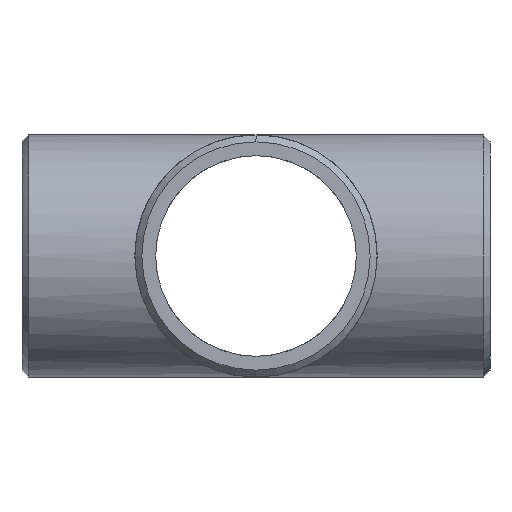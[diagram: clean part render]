
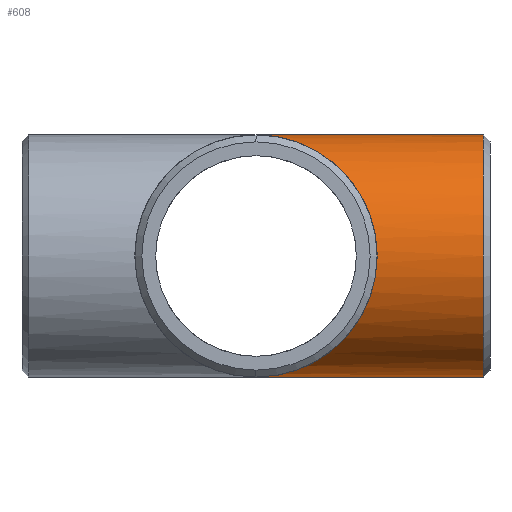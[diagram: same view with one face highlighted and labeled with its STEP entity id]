
A CAD part, left-side view. The second image highlights one B-rep face of the part: STEP entity #608.
In plain terms, the highlighted cylindrical face has radius 44.5 mm (diameter 89 mm), a partial arc.
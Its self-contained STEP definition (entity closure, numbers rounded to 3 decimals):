
#1 = CIRCLE ( 'NONE', #475, 44.5 ) ;
#19 = AXIS2_PLACEMENT_3D ( 'NONE', #519, #212, #24 ) ;
#24 = DIRECTION ( 'NONE',  ( 0., 0., -1. ) ) ;
#26 = CARTESIAN_POINT ( 'NONE',  ( 0., 0., -44.5 ) ) ;
#33 = CARTESIAN_POINT ( 'NONE',  ( 0., -86., -44.5 ) ) ;
#40 = VERTEX_POINT ( 'NONE', #186 ) ;
#63 =( BOUNDED_CURVE ( )  B_SPLINE_CURVE ( 3, ( #198, #73, #445, #330 ),
 .UNSPECIFIED., .F., .T. ) 
 B_SPLINE_CURVE_WITH_KNOTS ( ( 4, 4 ),
 ( 4.712, 7.854 ),
 .UNSPECIFIED. ) 
 CURVE ( )  GEOMETRIC_REPRESENTATION_ITEM ( )  RATIONAL_B_SPLINE_CURVE ( ( 1., 0.333, 0.333, 1. ) ) 
 REPRESENTATION_ITEM ( '' )  );
#69 = CARTESIAN_POINT ( 'NONE',  ( 0., -83.46, 44.5 ) ) ;
#72 = EDGE_CURVE ( 'NONE', #40, #434, #1, .T. ) ;
#73 = CARTESIAN_POINT ( 'NONE',  ( -89., -89., -44.5 ) ) ;
#102 = EDGE_LOOP ( 'NONE', ( #650, #530, #703, #721 ) ) ;
#151 = DIRECTION ( 'NONE',  ( 0., 0., -1. ) ) ;
#186 = CARTESIAN_POINT ( 'NONE',  ( 0., -83.46, -44.5 ) ) ;
#198 = CARTESIAN_POINT ( 'NONE',  ( 0., 0., -44.5 ) ) ;
#212 = DIRECTION ( 'NONE',  ( 0., 1., 0. ) ) ;
#246 = VECTOR ( 'NONE', #539, 1000. ) ;
#320 = FACE_OUTER_BOUND ( 'NONE', #102, .T. ) ;
#330 = CARTESIAN_POINT ( 'NONE',  ( 0., 0., 44.5 ) ) ;
#434 = VERTEX_POINT ( 'NONE', #69 ) ;
#440 = VERTEX_POINT ( 'NONE', #26 ) ;
#445 = CARTESIAN_POINT ( 'NONE',  ( -89., -89., 44.5 ) ) ;
#457 = CARTESIAN_POINT ( 'NONE',  ( 0., 0., 44.5 ) ) ;
#460 = CARTESIAN_POINT ( 'NONE',  ( 0., -83.46, 0. ) ) ;
#475 = AXIS2_PLACEMENT_3D ( 'NONE', #460, #772, #151 ) ;
#504 = DIRECTION ( 'NONE',  ( 0., 1., 0. ) ) ;
#511 = EDGE_CURVE ( 'NONE', #40, #440, #770, .T. ) ;
#519 = CARTESIAN_POINT ( 'NONE',  ( 0., -86., 0. ) ) ;
#530 = ORIENTED_EDGE ( 'NONE', *, *, #790, .T. ) ;
#539 = DIRECTION ( 'NONE',  ( 0., 1., 0. ) ) ;
#558 = EDGE_CURVE ( 'NONE', #440, #651, #63, .T. ) ;
#569 = CYLINDRICAL_SURFACE ( 'NONE', #19, 44.5 ) ;
#599 = CARTESIAN_POINT ( 'NONE',  ( 0., -86., 44.5 ) ) ;
#608 = ADVANCED_FACE ( 'NONE', ( #320 ), #569, .T. ) ;
#609 = LINE ( 'NONE', #599, #246 ) ;
#611 = VECTOR ( 'NONE', #504, 1000. ) ;
#650 = ORIENTED_EDGE ( 'NONE', *, *, #72, .T. ) ;
#651 = VERTEX_POINT ( 'NONE', #457 ) ;
#703 = ORIENTED_EDGE ( 'NONE', *, *, #558, .F. ) ;
#721 = ORIENTED_EDGE ( 'NONE', *, *, #511, .F. ) ;
#770 = LINE ( 'NONE', #33, #611 ) ;
#772 = DIRECTION ( 'NONE',  ( 0., 1., 0. ) ) ;
#790 = EDGE_CURVE ( 'NONE', #434, #651, #609, .T. ) ;
